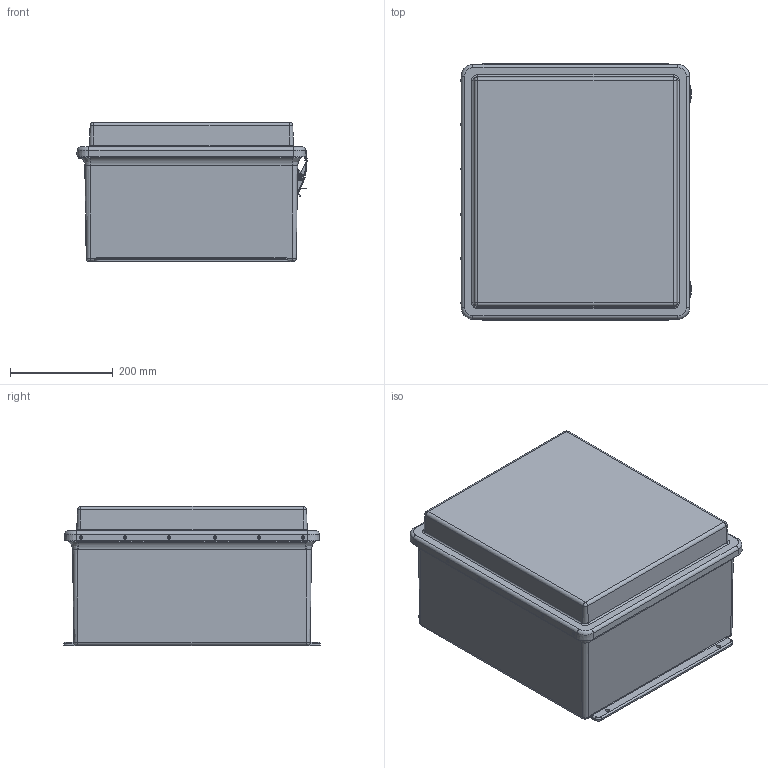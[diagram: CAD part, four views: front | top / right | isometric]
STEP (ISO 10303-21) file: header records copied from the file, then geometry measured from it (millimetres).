
FILE_DESCRIPTION(/* description */ (''),/* implementation_level */ '2;1');
FILE_NAME(/* name */ 'HW-RHJ181610CHQR.stp',/* time_stamp */ '2014-04-07T09:27:32-05:00',/* author */ ('jtigges'),/* organization */ (''),/* preprocessor_version */ 'ST-DEVELOPER v15.2',/* originating_system */ 'Autodesk Inventor 2014',/* authorisation */ '');
FILE_SCHEMA (('AUTOMOTIVE_DESIGN { 1 0 10303 214 3 1 1 }'));
Length unit declared in the file: inch
Products named in the file (24): J1816HL_6; RMINS45821P_155; RMINS45821P_156; RMINS45821P_157; RMINS45821P_158; J1816BHL; RMHINGCOV17; RMHINGPIN17; RMHINGBOX17; RMHING17; RJ1816HLCVR; GASKET_1816; WP1816HLU; RMRIV43; RMRIV44; RMKEEPSSL; Anchor Plate; Locking Layer; Hook blade; Hinge Pin_Lower; Hinge Pin_Upper; RMLATPLSSL; RJ1816HPL_STP
Bounding box: 447.77 x 498.48 x 270.3 mm (x, y, z)
Volume: 4090686.4 mm3; surface area: 1902744 mm2
Topology: 42 solids, 42 shells, 1200 faces, 3075 edges, 2003 vertices
Faces by surface type: plane 530, cylinder 495, torus 76, cone 51, bspline 48
Full cylindrical faces by diameter (mm): 2.159 x71, 2.64 x8, 3.048 x2, 3.175 x20, 3.302 x4, 3.327 x12, 3.429 x18, 3.556 x24, 3.861 x5, 3.962 x7, 4.306 x4, 5.537 x4, 6.35 x12, 6.858 x4, 7.62 x4, 9.525 x2
Entity records: 30252 total; most frequent: CARTESIAN_POINT 6705, DIRECTION 4995, ORIENTED_EDGE 4460, EDGE_CURVE 2230, AXIS2_PLACEMENT_3D 1870, VERTEX_POINT 1535, EDGE_LOOP 1339, LINE 1255
